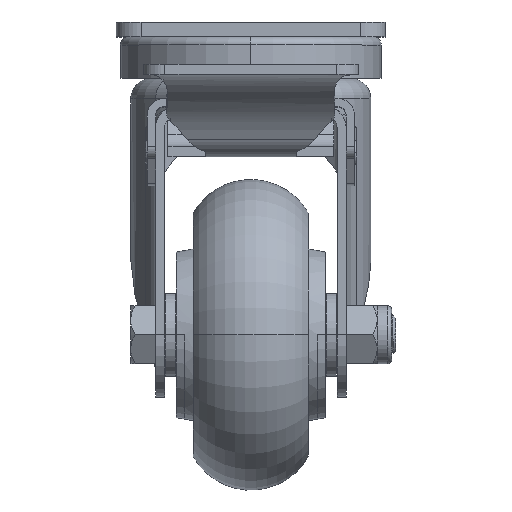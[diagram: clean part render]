
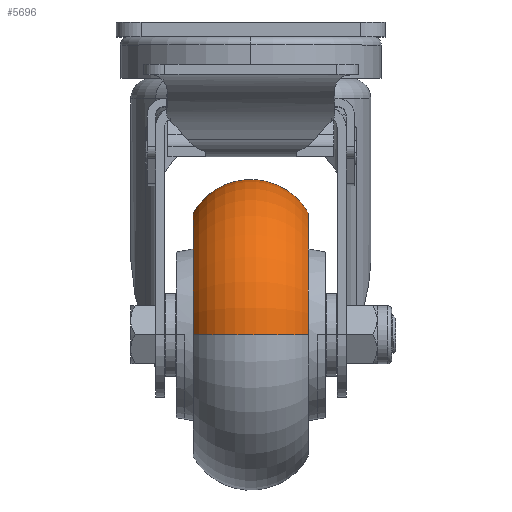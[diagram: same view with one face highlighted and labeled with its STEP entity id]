
A CAD part, top view. The second image highlights one B-rep face of the part: STEP entity #5696.
In plain terms, the highlighted toroidal (fillet/blend) face has major radius 21.5 mm and minor radius 16 mm.
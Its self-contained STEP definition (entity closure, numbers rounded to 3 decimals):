
#1898=CARTESIAN_POINT('',(13.922,0.,0.));
#1899=DIRECTION('',(-1.,0.,0.));
#1900=DIRECTION('',(0.,1.,0.));
#1901=AXIS2_PLACEMENT_3D('',#1898,#1899,#1900);
#1903=CARTESIAN_POINT('',(13.922,0.,0.));
#1904=DIRECTION('',(-1.,0.,0.));
#1905=DIRECTION('',(0.,0.,1.));
#1906=AXIS2_PLACEMENT_3D('',#1903,#1904,#1905);
#1908=CARTESIAN_POINT('',(0.,0.,21.5));
#1909=DIRECTION('',(0.,-1.,0.));
#1910=DIRECTION('',(0.87,0.,0.493));
#1911=AXIS2_PLACEMENT_3D('',#1908,#1909,#1910);
#1913=CARTESIAN_POINT('',(-13.922,0.,0.));
#1914=DIRECTION('',(-1.,0.,0.));
#1915=DIRECTION('',(0.,0.,1.));
#1916=AXIS2_PLACEMENT_3D('',#1913,#1914,#1915);
#1918=CARTESIAN_POINT('',(-13.922,0.,0.));
#1919=DIRECTION('',(-1.,0.,0.));
#1920=DIRECTION('',(0.,1.,0.));
#1921=AXIS2_PLACEMENT_3D('',#1918,#1919,#1920);
#1923=CARTESIAN_POINT('',(0.,0.,-21.5));
#1924=DIRECTION('',(0.,1.,0.));
#1925=DIRECTION('',(0.87,0.,-0.493));
#1926=AXIS2_PLACEMENT_3D('',#1923,#1924,#1925);
#2612=CARTESIAN_POINT('',(13.922,0.,-29.385));
#2614=VERTEX_POINT('',#2612);
#2616=CARTESIAN_POINT('',(-13.922,0.,-29.385));
#2618=VERTEX_POINT('',#2616);
#2620=CARTESIAN_POINT('',(13.922,0.,29.385));
#2621=VERTEX_POINT('',#2620);
#2622=CARTESIAN_POINT('',(-13.922,0.,29.385));
#2623=VERTEX_POINT('',#2622);
#2632=CARTESIAN_POINT('',(13.922,29.385,0.));
#2633=VERTEX_POINT('',#2632);
#2634=CARTESIAN_POINT('',(-13.922,29.385,0.));
#2635=VERTEX_POINT('',#2634);
#5682=CARTESIAN_POINT('',(0.,0.,0.));
#5683=DIRECTION('',(-1.,0.,0.));
#5684=DIRECTION('',(0.,0.,-1.));
#5685=AXIS2_PLACEMENT_3D('',#5682,#5683,#5684);
#5686=TOROIDAL_SURFACE('',#5685,21.5,16.);
#5687=ORIENTED_EDGE('',*,*,#5662,.F.);
#5688=ORIENTED_EDGE('',*,*,#5673,.F.);
#5689=ORIENTED_EDGE('',*,*,#5643,.T.);
#5690=ORIENTED_EDGE('',*,*,#5626,.T.);
#5692=ORIENTED_EDGE('',*,*,#5691,.T.);
#5693=ORIENTED_EDGE('',*,*,#5638,.F.);
#5694=EDGE_LOOP('',(#5687,#5688,#5689,#5690,#5692,#5693));
#5695=FACE_OUTER_BOUND('',#5694,.F.);
#5696=ADVANCED_FACE('',(#5695),#5686,.T.);
#1902=CIRCLE('',#1901,29.385);
#1907=CIRCLE('',#1906,29.385);
#1912=CIRCLE('',#1911,16.);
#1917=CIRCLE('',#1916,29.385);
#1922=CIRCLE('',#1921,29.385);
#1927=CIRCLE('',#1926,16.);
#5626=EDGE_CURVE('',#2623,#2635,#1917,.T.);
#5638=EDGE_CURVE('',#2614,#2618,#1927,.T.);
#5643=EDGE_CURVE('',#2621,#2623,#1912,.T.);
#5662=EDGE_CURVE('',#2633,#2614,#1902,.T.);
#5673=EDGE_CURVE('',#2621,#2633,#1907,.T.);
#5691=EDGE_CURVE('',#2635,#2618,#1922,.T.);
